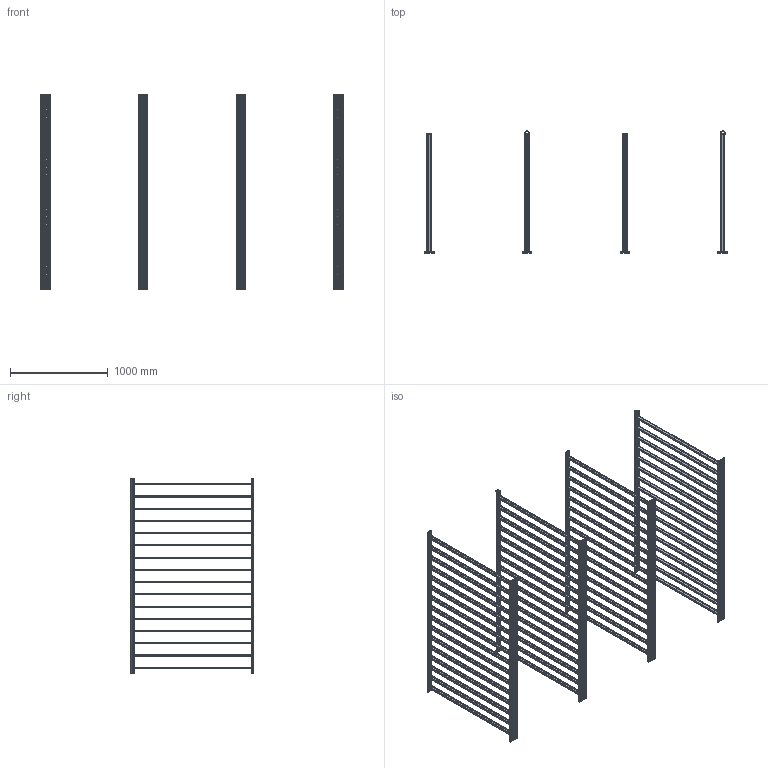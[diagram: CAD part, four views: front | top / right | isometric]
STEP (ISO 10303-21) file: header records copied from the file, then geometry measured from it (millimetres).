
FILE_DESCRIPTION(/* description */ (''),/* implementation_level */ '2;1');
FILE_NAME(/* name */ 'BALUGA easy_Top.stp',/* time_stamp */ '2023-04-13T10:44:20+02:00',/* author */ ('lier'),/* organization */ (''),/* preprocessor_version */ 'ST-DEVELOPER v19.2',/* originating_system */ 'Autodesk Inventor 2023',/* authorisation */ '');
FILE_SCHEMA (('AUTOMOTIVE_DESIGN { 1 0 10303 214 3 1 1 }'));
Length unit declared in the file: millimetre
Products named in the file (7): Top Varianten; Top Profil 2000mm; Geländerstab rechteckig 1200mm; Geländerstab abgerundet 1200mm; Obergurt 2000mm; Handlauf eckig 2000mm; Handlauf halbrund 2000mm
Assembly tree (76 placements, depth 2):
  Top Varianten
    Top Profil 2000mm  x4
    Geländerstab rechteckig 1200mm  x32
    Geländerstab abgerundet 1200mm  x32
    Obergurt 2000mm  x4
    Handlauf eckig 2000mm  x2
    Handlauf halbrund 2000mm  x2
Bounding box: 3100 x 1247 x 2000 mm (x, y, z)
Volume: 36570313 mm3; surface area: 24501036.6 mm2
Topology: 76 solids, 76 shells, 7388 faces, 22540 edges, 15016 vertices
Faces by surface type: cylinder 3896, plane 3460, cone 32
Full cylindrical faces by diameter (mm): 6.5 x256, 13 x32
Entity records: 39168 total; most frequent: CARTESIAN_POINT 8909, DIRECTION 6595, ORIENTED_EDGE 6374, EDGE_CURVE 3187, AXIS2_PLACEMENT_3D 2528, VERTEX_POINT 2122, LINE 1539, VECTOR 1539
